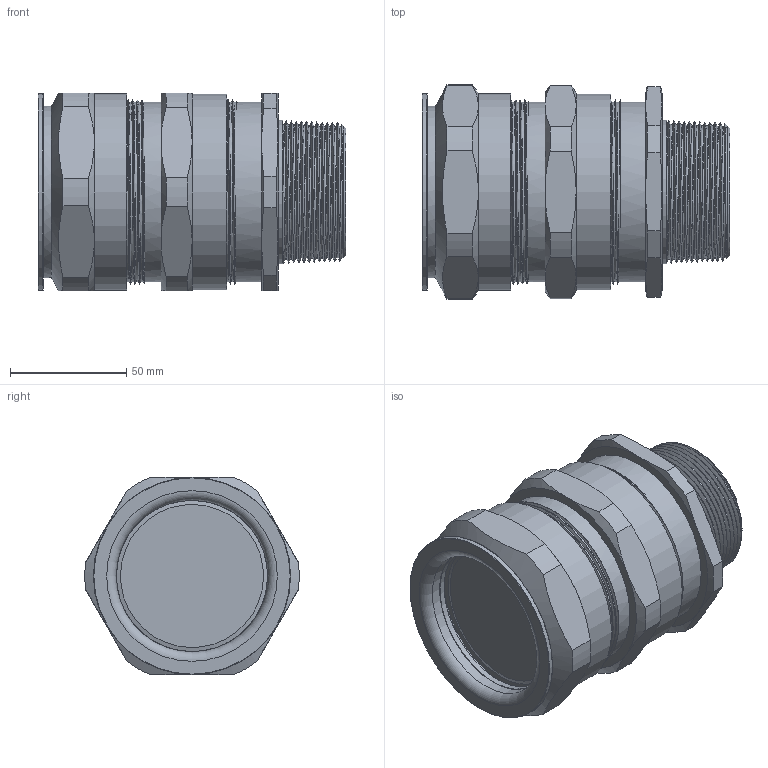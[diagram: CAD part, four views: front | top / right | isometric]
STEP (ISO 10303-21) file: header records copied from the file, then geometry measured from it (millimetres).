
FILE_DESCRIPTION(/* description */ ('ADE-4F NPT 2"'),/* implementation_level */ '2;1');
FILE_NAME(/* name */ '00849204V1-RST.stp',/* time_stamp */ '2023-04-24T14:37:32+02:00',/* author */ ('sl'),/* organization */ (''),/* preprocessor_version */ 'ST-DEVELOPER v16.5',/* originating_system */ 'Autodesk Inventor 2017',/* authorisation */ '');
FILE_SCHEMA (('AUTOMOTIVE_DESIGN { 1 0 10303 214 3 1 1 }'));
Length unit declared in the file: millimetre
Products named in the file (9): 00849204V1; 00849204V1_1; 00849204V1_2; 00849204V1_3; 00849204V1_4; 00849204V1_5; 008489204V1; 00849204V1_6; 00849204V1_7
Assembly tree (8 placements, depth 2):
  00849204V1
    00849204V1_1
    00849204V1_2
    00849204V1_3
    00849204V1_4
    00849204V1_5
    008489204V1
    00849204V1_6
    00849204V1_7
Bounding box: 132.31 x 92.08 x 85 mm (x, y, z)
Volume: 227815.5 mm3; surface area: 172702.6 mm2
Topology: 10 solids, 10 shells, 243 faces, 530 edges, 333 vertices
Faces by surface type: cylinder 89, plane 73, cone 52, torus 18, bspline 11
Full cylindrical faces by diameter (mm): 52.97 x1, 55.72 x1, 55.9 x1, 56.9 x1, 57.18 x1, 60.15 x1, 60.69 x1, 61 x1, 61.6 x1, 61.62 x1, 64.9 x1, 65.08 x1, 65.11 x1, 65.34 x1, 65.75 x1, 66.06 x1, 66.45 x2, 66.48 x1, 70 x3, 71.77 x1, 72.12 x1, 73.22 x1, 73.59 x1, 73.77 x1, 74.03 x1, 74.16 x1, 77.07 x5, 77.19 x6, 77.59 x1, 77.76 x2
Entity records: 14468 total; most frequent: CARTESIAN_POINT 10396, DIRECTION 822, ORIENTED_EDGE 674, AXIS2_PLACEMENT_3D 393, EDGE_CURVE 335, EDGE_LOOP 325, VERTEX_POINT 250, FACE_OUTER_BOUND 207
